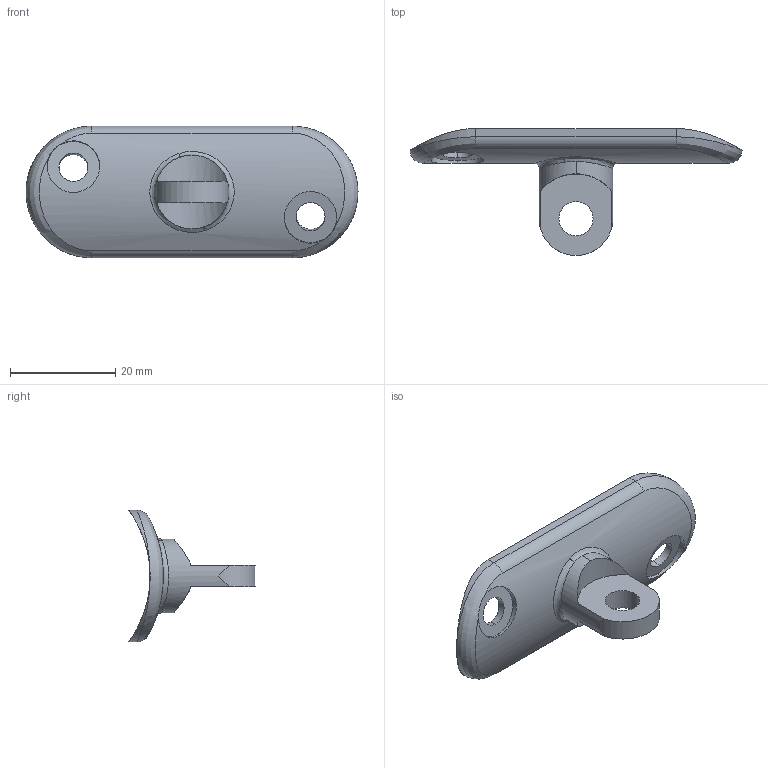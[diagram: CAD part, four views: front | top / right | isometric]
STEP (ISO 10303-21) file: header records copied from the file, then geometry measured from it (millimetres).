
FILE_DESCRIPTION (( 'STEP AP203' ), '1' );
FILE_NAME ('A_1800-242.STEP', '2019-05-09T12:14:11', ( '' ), ( '' ), 'SwSTEP 2.0', 'SolidWorks 2013', '' );
FILE_SCHEMA (( 'CONFIG_CONTROL_DESIGN' ));
Length unit declared in the file: millimetre
Products named in the file (1): A_1800-242
Bounding box: 63 x 24.05 x 25 mm (x, y, z)
Volume: 4556.4 mm3; surface area: 4043.9 mm2
Topology: 1 solids, 1 shells, 33 faces, 86 edges, 56 vertices
Faces by surface type: cylinder 23, plane 6, bspline 4
Entity records: 2396 total; most frequent: CARTESIAN_POINT 1569, ORIENTED_EDGE 172, DIRECTION 130, EDGE_CURVE 86, VERTEX_POINT 56, AXIS2_PLACEMENT_3D 52, EDGE_LOOP 40, B_SPLINE_CURVE_WITH_KNOTS 34
